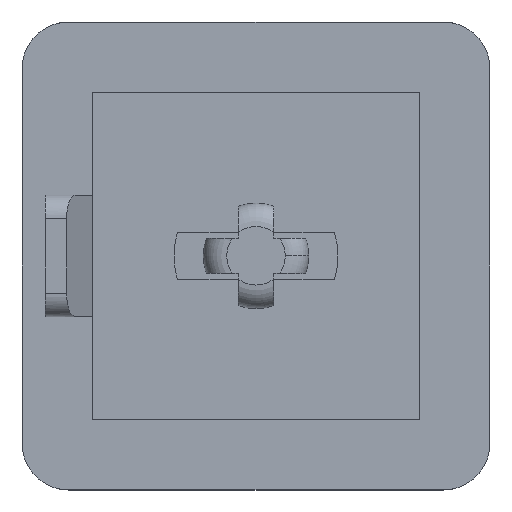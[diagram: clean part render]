
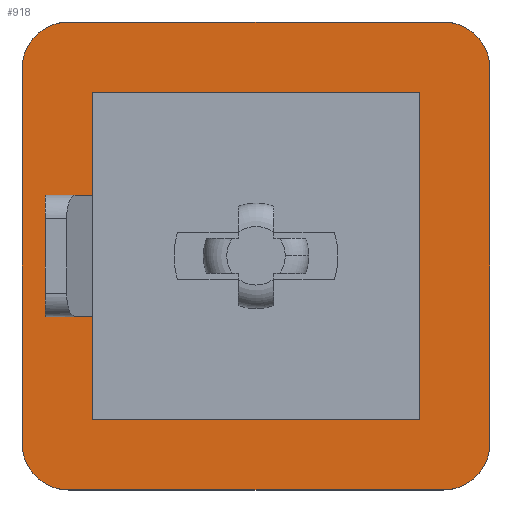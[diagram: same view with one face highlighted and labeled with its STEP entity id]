
A CAD part, top view. The second image highlights one B-rep face of the part: STEP entity #918.
In plain terms, the highlighted planar face has unit normal (0, 0, 1).
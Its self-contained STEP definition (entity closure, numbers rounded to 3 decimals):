
#13 = EDGE_CURVE ( 'NONE', #1078, #1351, #932, .T. ) ;
#32 = CARTESIAN_POINT ( 'NONE',  ( -8., 10., 2.5 ) ) ;
#34 = ORIENTED_EDGE ( 'NONE', *, *, #875, .T. ) ;
#38 = AXIS2_PLACEMENT_3D ( 'NONE', #1671, #1666, #1663 ) ;
#49 = CARTESIAN_POINT ( 'NONE',  ( -7., -2.6, 2.5 ) ) ;
#71 = CARTESIAN_POINT ( 'NONE',  ( 10., 8., 2.5 ) ) ;
#73 = CARTESIAN_POINT ( 'NONE',  ( -10., -8., 2.5 ) ) ;
#107 = CARTESIAN_POINT ( 'NONE',  ( 8., 10., 2.5 ) ) ;
#114 = DIRECTION ( 'NONE',  ( 0., 0., 1. ) ) ;
#124 = DIRECTION ( 'NONE',  ( 1., 0., 0. ) ) ;
#127 = DIRECTION ( 'NONE',  ( 1., 0., 0. ) ) ;
#130 = CARTESIAN_POINT ( 'NONE',  ( -8., -8., 2.5 ) ) ;
#178 = VECTOR ( 'NONE', #905, 1000. ) ;
#181 = VERTEX_POINT ( 'NONE', #107 ) ;
#191 = DIRECTION ( 'NONE',  ( 1., 0., 0. ) ) ;
#194 = LINE ( 'NONE', #874, #178 ) ;
#196 = AXIS2_PLACEMENT_3D ( 'NONE', #1807, #1805, #1800 ) ;
#207 = CARTESIAN_POINT ( 'NONE',  ( -10., -10., 2.5 ) ) ;
#214 = LINE ( 'NONE', #988, #215 ) ;
#215 = VECTOR ( 'NONE', #978, 1000. ) ;
#218 = EDGE_CURVE ( 'NONE', #1606, #1798, #854, .T. ) ;
#240 = FACE_OUTER_BOUND ( 'NONE', #1635, .T. ) ;
#255 = CARTESIAN_POINT ( 'NONE',  ( 10., -8., 2.5 ) ) ;
#269 = VECTOR ( 'NONE', #1132, 1000. ) ;
#275 = LINE ( 'NONE', #1013, #269 ) ;
#285 = FACE_BOUND ( 'NONE', #1085, .T. ) ;
#318 = VERTEX_POINT ( 'NONE', #1488 ) ;
#319 = AXIS2_PLACEMENT_3D ( 'NONE', #130, #114, #124 ) ;
#327 = VECTOR ( 'NONE', #1243, 1000. ) ;
#332 = LINE ( 'NONE', #1233, #327 ) ;
#373 = VECTOR ( 'NONE', #1362, 1000. ) ;
#375 = VERTEX_POINT ( 'NONE', #1444 ) ;
#382 = LINE ( 'NONE', #1364, #373 ) ;
#394 = CARTESIAN_POINT ( 'NONE',  ( -8., -10., 2.5 ) ) ;
#398 = LINE ( 'NONE', #1392, #419 ) ;
#419 = VECTOR ( 'NONE', #1388, 1000. ) ;
#474 = LINE ( 'NONE', #1544, #481 ) ;
#481 = VECTOR ( 'NONE', #1542, 1000. ) ;
#502 = LINE ( 'NONE', #1627, #514 ) ;
#514 = VECTOR ( 'NONE', #1656, 1000. ) ;
#537 = CIRCLE ( 'NONE', #38, 2. ) ;
#541 = LINE ( 'NONE', #1708, #570 ) ;
#551 = CARTESIAN_POINT ( 'NONE',  ( -10., 8., 2.5 ) ) ;
#555 = CARTESIAN_POINT ( 'NONE',  ( -7., 7., 2.5 ) ) ;
#570 = VECTOR ( 'NONE', #1705, 1000. ) ;
#594 = CIRCLE ( 'NONE', #196, 2. ) ;
#606 = EDGE_CURVE ( 'NONE', #1351, #1844, #625, .T. ) ;
#612 = VECTOR ( 'NONE', #191, 1000. ) ;
#622 = EDGE_CURVE ( 'NONE', #1844, #1059, #627, .T. ) ;
#625 = CIRCLE ( 'NONE', #319, 2. ) ;
#627 = LINE ( 'NONE', #207, #612 ) ;
#634 = CARTESIAN_POINT ( 'NONE',  ( 8., -10., 2.5 ) ) ;
#653 = EDGE_CURVE ( 'NONE', #1059, #1197, #594, .T. ) ;
#709 = EDGE_CURVE ( 'NONE', #1197, #1327, #541, .T. ) ;
#719 = EDGE_CURVE ( 'NONE', #1327, #181, #537, .T. ) ;
#730 = CARTESIAN_POINT ( 'NONE',  ( -7., -7., 2.5 ) ) ;
#742 = EDGE_CURVE ( 'NONE', #181, #1372, #502, .T. ) ;
#743 = ORIENTED_EDGE ( 'NONE', *, *, #945, .F. ) ;
#767 = EDGE_CURVE ( 'NONE', #1335, #1613, #474, .T. ) ;
#769 = CARTESIAN_POINT ( 'NONE',  ( -9., 2.6, 2.5 ) ) ;
#810 = EDGE_CURVE ( 'NONE', #1335, #1824, #398, .T. ) ;
#825 = EDGE_CURVE ( 'NONE', #1824, #1030, #382, .T. ) ;
#840 = VECTOR ( 'NONE', #1385, 1000. ) ;
#854 = LINE ( 'NONE', #1400, #840 ) ;
#874 = CARTESIAN_POINT ( 'NONE',  ( -7., -7., 2.5 ) ) ;
#875 = EDGE_CURVE ( 'NONE', #1030, #1798, #332, .T. ) ;
#897 = CARTESIAN_POINT ( 'NONE',  ( -10., 10., 2.5 ) ) ;
#905 = DIRECTION ( 'NONE',  ( 1., 0., 0. ) ) ;
#907 = EDGE_CURVE ( 'NONE', #375, #1606, #275, .T. ) ;
#908 = DIRECTION ( 'NONE',  ( 0., -1., 0. ) ) ;
#918 = ADVANCED_FACE ( 'NONE', ( #240, #285 ), #1086, .T. ) ;
#929 = VECTOR ( 'NONE', #908, 1000. ) ;
#932 = LINE ( 'NONE', #897, #929 ) ;
#945 = EDGE_CURVE ( 'NONE', #318, #375, #214, .T. ) ;
#950 = CARTESIAN_POINT ( 'NONE',  ( -8., 8., 2.5 ) ) ;
#964 = CARTESIAN_POINT ( 'NONE',  ( -9., -2.6, 2.5 ) ) ;
#978 = DIRECTION ( 'NONE',  ( 0., 1., 0. ) ) ;
#988 = CARTESIAN_POINT ( 'NONE',  ( 7., 7., 2.5 ) ) ;
#993 = EDGE_CURVE ( 'NONE', #1613, #318, #194, .T. ) ;
#1009 = DIRECTION ( 'NONE',  ( 0., 0., 1. ) ) ;
#1013 = CARTESIAN_POINT ( 'NONE',  ( -7., 7., 2.5 ) ) ;
#1030 = VERTEX_POINT ( 'NONE', #769 ) ;
#1059 = VERTEX_POINT ( 'NONE', #634 ) ;
#1078 = VERTEX_POINT ( 'NONE', #551 ) ;
#1081 = DIRECTION ( 'NONE',  ( 1., 0., 0. ) ) ;
#1082 = ORIENTED_EDGE ( 'NONE', *, *, #218, .F. ) ;
#1084 = DIRECTION ( 'NONE',  ( 0., 0., 1. ) ) ;
#1085 = EDGE_LOOP ( 'NONE', ( #1695, #1755, #1779, #34, #1082, #1600, #743, #1725 ) ) ;
#1086 = PLANE ( 'NONE',  #1588 ) ;
#1096 = CARTESIAN_POINT ( 'NONE',  ( 10., -10., 2.5 ) ) ;
#1109 = CARTESIAN_POINT ( 'NONE',  ( -7., 2.6, 2.5 ) ) ;
#1132 = DIRECTION ( 'NONE',  ( -1., 0., 0. ) ) ;
#1197 = VERTEX_POINT ( 'NONE', #255 ) ;
#1233 = CARTESIAN_POINT ( 'NONE',  ( 10., 2.6, 2.5 ) ) ;
#1243 = DIRECTION ( 'NONE',  ( 1., 0., 0. ) ) ;
#1270 = EDGE_CURVE ( 'NONE', #1372, #1078, #1702, .T. ) ;
#1327 = VERTEX_POINT ( 'NONE', #71 ) ;
#1335 = VERTEX_POINT ( 'NONE', #49 ) ;
#1351 = VERTEX_POINT ( 'NONE', #73 ) ;
#1362 = DIRECTION ( 'NONE',  ( 0., 1., 0. ) ) ;
#1364 = CARTESIAN_POINT ( 'NONE',  ( -9., -10., 2.5 ) ) ;
#1372 = VERTEX_POINT ( 'NONE', #32 ) ;
#1385 = DIRECTION ( 'NONE',  ( 0., -1., 0. ) ) ;
#1388 = DIRECTION ( 'NONE',  ( -1., 0., 0. ) ) ;
#1392 = CARTESIAN_POINT ( 'NONE',  ( 10., -2.6, 2.5 ) ) ;
#1400 = CARTESIAN_POINT ( 'NONE',  ( -7., 7., 2.5 ) ) ;
#1444 = CARTESIAN_POINT ( 'NONE',  ( 7., 7., 2.5 ) ) ;
#1467 = AXIS2_PLACEMENT_3D ( 'NONE', #950, #1009, #127 ) ;
#1488 = CARTESIAN_POINT ( 'NONE',  ( 7., -7., 2.5 ) ) ;
#1538 = ORIENTED_EDGE ( 'NONE', *, *, #742, .T. ) ;
#1542 = DIRECTION ( 'NONE',  ( 0., -1., 0. ) ) ;
#1544 = CARTESIAN_POINT ( 'NONE',  ( -7., 7., 2.5 ) ) ;
#1560 = ORIENTED_EDGE ( 'NONE', *, *, #1270, .T. ) ;
#1588 = AXIS2_PLACEMENT_3D ( 'NONE', #1096, #1084, #1081 ) ;
#1600 = ORIENTED_EDGE ( 'NONE', *, *, #907, .F. ) ;
#1606 = VERTEX_POINT ( 'NONE', #555 ) ;
#1613 = VERTEX_POINT ( 'NONE', #730 ) ;
#1627 = CARTESIAN_POINT ( 'NONE',  ( -10., 10., 2.5 ) ) ;
#1632 = ORIENTED_EDGE ( 'NONE', *, *, #13, .T. ) ;
#1635 = EDGE_LOOP ( 'NONE', ( #1538, #1560, #1632, #1646, #1662, #1675, #1686, #1687 ) ) ;
#1646 = ORIENTED_EDGE ( 'NONE', *, *, #606, .T. ) ;
#1656 = DIRECTION ( 'NONE',  ( -1., 0., 0. ) ) ;
#1662 = ORIENTED_EDGE ( 'NONE', *, *, #622, .T. ) ;
#1663 = DIRECTION ( 'NONE',  ( 1., 0., 0. ) ) ;
#1666 = DIRECTION ( 'NONE',  ( 0., 0., 1. ) ) ;
#1671 = CARTESIAN_POINT ( 'NONE',  ( 8., 8., 2.5 ) ) ;
#1675 = ORIENTED_EDGE ( 'NONE', *, *, #653, .T. ) ;
#1686 = ORIENTED_EDGE ( 'NONE', *, *, #709, .T. ) ;
#1687 = ORIENTED_EDGE ( 'NONE', *, *, #719, .T. ) ;
#1695 = ORIENTED_EDGE ( 'NONE', *, *, #767, .F. ) ;
#1702 = CIRCLE ( 'NONE', #1467, 2. ) ;
#1705 = DIRECTION ( 'NONE',  ( 0., 1., 0. ) ) ;
#1708 = CARTESIAN_POINT ( 'NONE',  ( 10., 10., 2.5 ) ) ;
#1725 = ORIENTED_EDGE ( 'NONE', *, *, #993, .F. ) ;
#1755 = ORIENTED_EDGE ( 'NONE', *, *, #810, .T. ) ;
#1779 = ORIENTED_EDGE ( 'NONE', *, *, #825, .T. ) ;
#1798 = VERTEX_POINT ( 'NONE', #1109 ) ;
#1800 = DIRECTION ( 'NONE',  ( 1., 0., 0. ) ) ;
#1805 = DIRECTION ( 'NONE',  ( 0., 0., 1. ) ) ;
#1807 = CARTESIAN_POINT ( 'NONE',  ( 8., -8., 2.5 ) ) ;
#1824 = VERTEX_POINT ( 'NONE', #964 ) ;
#1844 = VERTEX_POINT ( 'NONE', #394 ) ;
